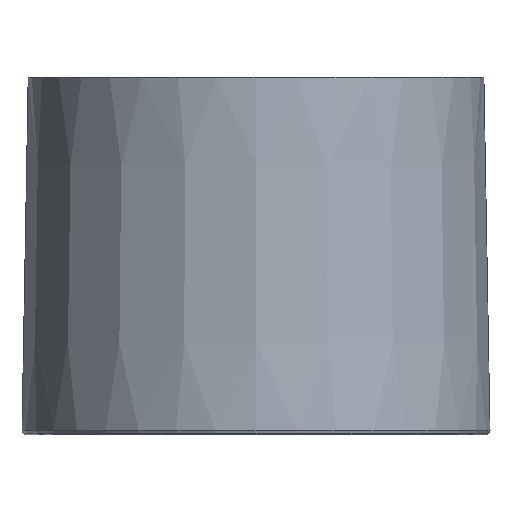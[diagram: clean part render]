
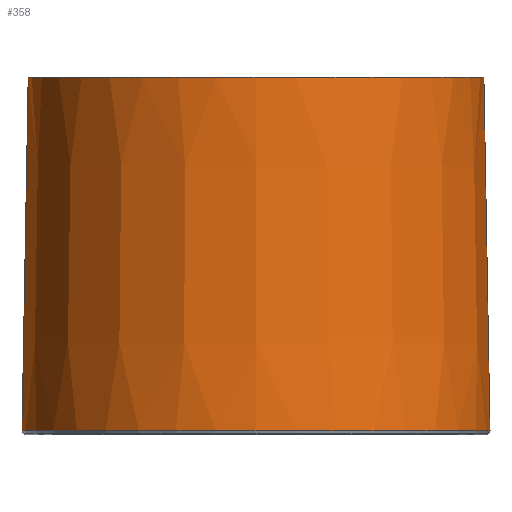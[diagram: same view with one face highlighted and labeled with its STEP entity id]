
A CAD part, left-side view. The second image highlights one B-rep face of the part: STEP entity #358.
In plain terms, the highlighted conical face has half-angle 0.995 degrees and reference radius 17.756 mm.
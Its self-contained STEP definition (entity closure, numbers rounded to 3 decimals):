
#130=CARTESIAN_POINT('',(0.0,17.518,27.502));
#131=VERTEX_POINT('',#130);
#132=CARTESIAN_POINT('',(0.0,17.992,0.307));
#133=VERTEX_POINT('',#132);
#134=CARTESIAN_POINT('',(0.,17.518,27.502));
#135=DIRECTION('',(0.,0.017,-1.));
#136=VECTOR('',#135,27.199);
#137=LINE('',#134,#136);
#138=EDGE_CURVE('',#131,#133,#137,.T.);
#140=CARTESIAN_POINT('',(0.,-17.522,27.499));
#141=VERTEX_POINT('',#140);
#149=CARTESIAN_POINT('',(0.,-17.992,0.304));
#150=VERTEX_POINT('',#149);
#151=CARTESIAN_POINT('',(0.,-17.522,27.499));
#152=DIRECTION('',(0.,-0.017,-1.));
#153=VECTOR('',#152,27.199);
#154=LINE('',#151,#153);
#155=EDGE_CURVE('',#141,#150,#154,.T.);
#289=CARTESIAN_POINT('',(0.0,-0.002,27.5));
#290=DIRECTION('',(0.,0.,1.));
#291=DIRECTION('',(0.,1.,0.));
#292=AXIS2_PLACEMENT_3D('',#289,#290,#291);
#293=CIRCLE('',#292,17.52);
#294=EDGE_CURVE('',#131,#141,#293,.T.);
#337=CARTESIAN_POINT('',(0.0,0.,0.305));
#338=DIRECTION('',(0.,0.,1.));
#339=DIRECTION('',(0.,1.,0.));
#340=AXIS2_PLACEMENT_3D('',#337,#338,#339);
#341=CIRCLE('',#340,17.992);
#342=EDGE_CURVE('',#133,#150,#341,.T.);
#347=CARTESIAN_POINT('',(0.0,-0.001,13.903));
#348=DIRECTION('',(0.,0.,-1.));
#349=DIRECTION('',(0.,1.,0.));
#350=AXIS2_PLACEMENT_3D('',#347,#348,#349);
#351=CONICAL_SURFACE('',#350,17.756,0.995);
#352=ORIENTED_EDGE('',*,*,#138,.T.);
#353=ORIENTED_EDGE('',*,*,#342,.T.);
#354=ORIENTED_EDGE('',*,*,#155,.F.);
#355=ORIENTED_EDGE('',*,*,#294,.F.);
#356=EDGE_LOOP('',(#352,#353,#354,#355));
#357=FACE_OUTER_BOUND('',#356,.T.);
#358=ADVANCED_FACE('',(#357),#351,.T.);
